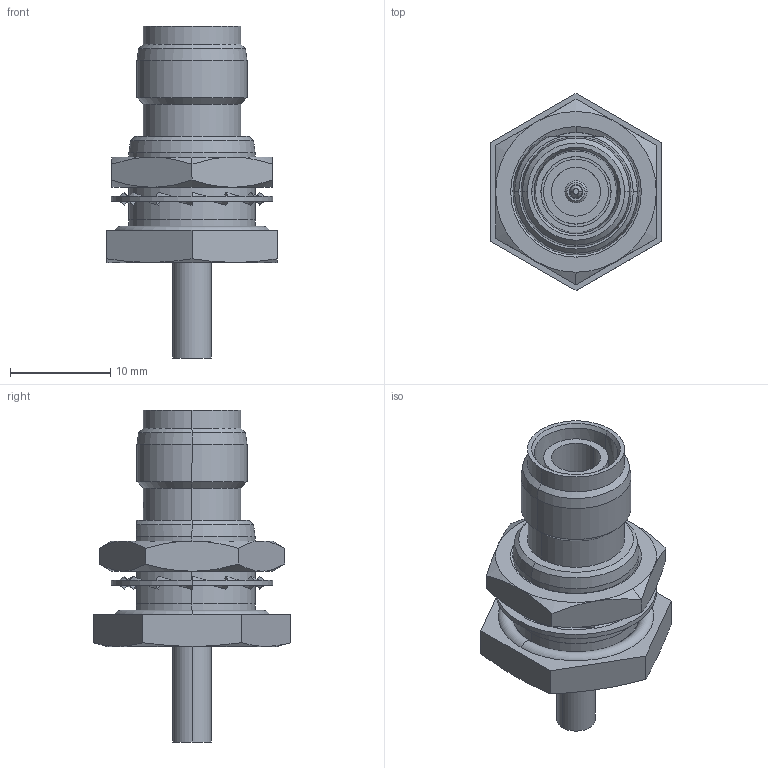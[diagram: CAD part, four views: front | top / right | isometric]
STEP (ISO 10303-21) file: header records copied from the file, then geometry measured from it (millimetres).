
FILE_DESCRIPTION (( 'STEP AP214' ), '1' );
FILE_NAME ('J01011R0007.STEP', '2013-05-08T11:25:15', ( 'Wartung' ), ( '' ), 'SwSTEP 2.0', 'SolidWorks 2013', '' );
FILE_SCHEMA (( 'AUTOMOTIVE_DESIGN' ));
Length unit declared in the file: millimetre
Products named in the file (1): J01011R0007
Bounding box: 17 x 19.63 x 33.05 mm (x, y, z)
Volume: 2896.6 mm3; surface area: 2586.1 mm2
Topology: 2 solids, 2 shells, 200 faces, 492 edges, 312 vertices
Faces by surface type: plane 79, cone 42, cylinder 41, bspline 36, torus 2
Entity records: 8747 total; most frequent: CARTESIAN_POINT 2003, ORIENTED_EDGE 984, DIRECTION 848, EDGE_CURVE 492, VERTEX_POINT 312, AXIS2_PLACEMENT_3D 301, VECTOR 246, LINE 246
